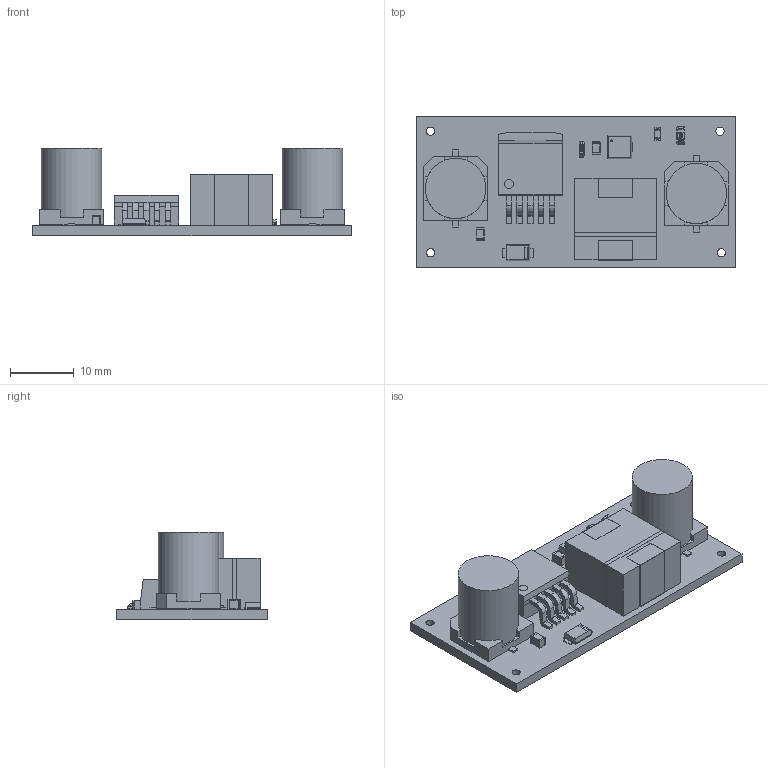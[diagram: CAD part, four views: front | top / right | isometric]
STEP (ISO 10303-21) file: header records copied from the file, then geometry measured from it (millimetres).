
FILE_DESCRIPTION(('Open CASCADE Model'),'2;1');
FILE_NAME('Open CASCADE Shape Model','2022-03-29T01:31:47',('Author'),( 'Open CASCADE'),'Open CASCADE STEP processor 6.8','Open CASCADE 6.8' ,'Unknown');
FILE_SCHEMA(('AUTOMOTIVE_DESIGN { 1 0 10303 214 1 1 1 1 }'));
Length unit declared in the file: millimetre
Products named in the file (23): PCB; Board; Open CASCADE STEP translator 6.8 1.1.1; C2; CAP_9004E3_VIS; C1; C4; CAPC2012X145N_EIA_0805; C3; REG1; LM2596S-5.0NOPB; R2; res_0805; R1; res_0603; POT1; 6080522352; L1; IND_BOURNS_SRR1280; D2; DIO_RB050LAM_ROM; D1; User_Library-LED_SMD0805
Assembly tree (24 placements, depth 3):
  PCB
    Board
      Open CASCADE STEP translator 6.8 1.1.1
    C2
      CAP_9004E3_VIS
    C1
      CAP_9004E3_VIS
    C4
      CAPC2012X145N_EIA_0805
    C3
      CAPC2012X145N_EIA_0805
    REG1
      LM2596S-5.0NOPB
    R2
      res_0805
    R1
      res_0603
    POT1
      6080522352
    L1
      IND_BOURNS_SRR1280
    D2
      DIO_RB050LAM_ROM
    D1
      User_Library-LED_SMD0805
Bounding box: 50 x 23.7 x 13.66 mm (x, y, z)
Volume: 5497.5 mm3; surface area: 6012.2 mm2
Topology: 47 solids, 47 shells, 1392 faces, 3485 edges, 2264 vertices
Faces by surface type: plane 668, bspline 499, cylinder 177, sphere 48
Full cylindrical faces by diameter (mm): 0.251 x1, 1.3 x4, 9.502 x2
Entity records: 53726 total; most frequent: CARTESIAN_POINT 20281, ORIENTED_EDGE 6560, DIRECTION 4238, EDGE_CURVE 3280, VERTEX_POINT 2154, LINE 1956, VECTOR 1956, FACE_BOUND 1406
